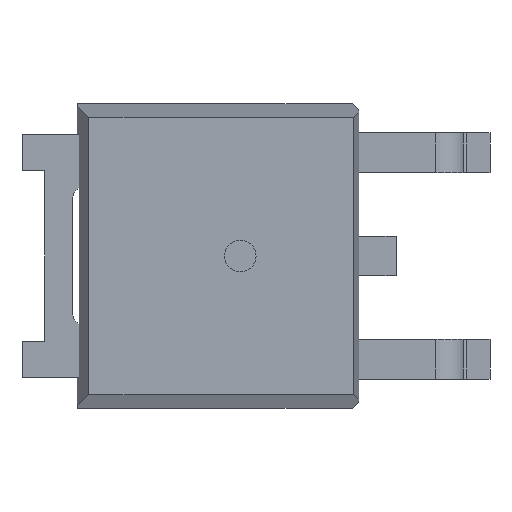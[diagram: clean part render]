
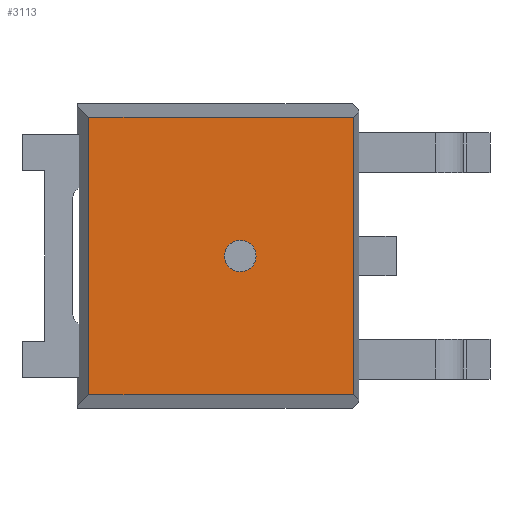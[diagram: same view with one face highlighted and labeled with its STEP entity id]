
A CAD part, left-side view. The second image highlights one B-rep face of the part: STEP entity #3113.
In plain terms, the highlighted planar face has unit normal (-1, 0, 0).
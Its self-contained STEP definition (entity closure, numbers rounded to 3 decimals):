
#92 = DIRECTION ( 'NONE',  ( 0., -1., 0. ) ) ;
#230 = VERTEX_POINT ( 'NONE', #3574 ) ;
#240 = LINE ( 'NONE', #1657, #2201 ) ;
#473 = DIRECTION ( 'NONE',  ( -1., 0., 0. ) ) ;
#492 = DIRECTION ( 'NONE',  ( 0., 0., 1. ) ) ;
#514 = CARTESIAN_POINT ( 'NONE',  ( -0.84, 2.968, 0. ) ) ;
#584 = VERTEX_POINT ( 'NONE', #1868 ) ;
#708 = ORIENTED_EDGE ( 'NONE', *, *, #1353, .F. ) ;
#859 = VERTEX_POINT ( 'NONE', #3374 ) ;
#876 = AXIS2_PLACEMENT_3D ( 'NONE', #1235, #2972, #2728 ) ;
#883 = VECTOR ( 'NONE', #492, 1000. ) ;
#1078 = VERTEX_POINT ( 'NONE', #514 ) ;
#1112 = CARTESIAN_POINT ( 'NONE',  ( -0.84, 0.142, -3.073 ) ) ;
#1144 = CARTESIAN_POINT ( 'NONE',  ( -0.84, 2.268, 0. ) ) ;
#1168 = EDGE_LOOP ( 'NONE', ( #2381, #2785 ) ) ;
#1235 = CARTESIAN_POINT ( 'NONE',  ( -0.84, 2.618, 0. ) ) ;
#1308 = DIRECTION ( 'NONE',  ( -1., 0., 0. ) ) ;
#1353 = EDGE_CURVE ( 'NONE', #230, #1550, #2138, .T. ) ;
#1365 = VECTOR ( 'NONE', #92, 1000. ) ;
#1429 = EDGE_LOOP ( 'NONE', ( #3053, #1494, #708, #1829 ) ) ;
#1494 = ORIENTED_EDGE ( 'NONE', *, *, #3055, .F. ) ;
#1550 = VERTEX_POINT ( 'NONE', #2336 ) ;
#1655 = VERTEX_POINT ( 'NONE', #1144 ) ;
#1657 = CARTESIAN_POINT ( 'NONE',  ( -0.84, 0.118, -3.365 ) ) ;
#1829 = ORIENTED_EDGE ( 'NONE', *, *, #3406, .T. ) ;
#1868 = CARTESIAN_POINT ( 'NONE',  ( -0.84, 0.118, 3.073 ) ) ;
#1918 = CARTESIAN_POINT ( 'NONE',  ( -0.84, 2.618, 0. ) ) ;
#1956 = FACE_BOUND ( 'NONE', #1168, .T. ) ;
#2136 = FACE_OUTER_BOUND ( 'NONE', #1429, .T. ) ;
#2138 = LINE ( 'NONE', #3726, #883 ) ;
#2201 = VECTOR ( 'NONE', #2570, 1000. ) ;
#2336 = CARTESIAN_POINT ( 'NONE',  ( -0.84, 5.964, 3.073 ) ) ;
#2381 = ORIENTED_EDGE ( 'NONE', *, *, #3569, .F. ) ;
#2456 = CIRCLE ( 'NONE', #876, 0.35 ) ;
#2564 = EDGE_CURVE ( 'NONE', #859, #584, #240, .T. ) ;
#2570 = DIRECTION ( 'NONE',  ( 0., 0., 1. ) ) ;
#2728 = DIRECTION ( 'NONE',  ( 0., -1., 0. ) ) ;
#2785 = ORIENTED_EDGE ( 'NONE', *, *, #3215, .F. ) ;
#2820 = AXIS2_PLACEMENT_3D ( 'NONE', #1918, #1308, #3642 ) ;
#2886 = DIRECTION ( 'NONE',  ( 0., -1., 0. ) ) ;
#2972 = DIRECTION ( 'NONE',  ( -1., 0., 0. ) ) ;
#2973 = VECTOR ( 'NONE', #2886, 1000. ) ;
#3053 = ORIENTED_EDGE ( 'NONE', *, *, #2564, .T. ) ;
#3055 = EDGE_CURVE ( 'NONE', #1550, #584, #3157, .T. ) ;
#3098 = CARTESIAN_POINT ( 'NONE',  ( -0.84, 5.964, -3.365 ) ) ;
#3113 = ADVANCED_FACE ( 'NONE', ( #1956, #2136 ), #3343, .T. ) ;
#3157 = LINE ( 'NONE', #3590, #1365 ) ;
#3215 = EDGE_CURVE ( 'NONE', #1078, #1655, #3563, .T. ) ;
#3343 = PLANE ( 'NONE',  #3722 ) ;
#3374 = CARTESIAN_POINT ( 'NONE',  ( -0.84, 0.118, -3.073 ) ) ;
#3392 = DIRECTION ( 'NONE',  ( 0., -1., 0. ) ) ;
#3406 = EDGE_CURVE ( 'NONE', #230, #859, #3428, .T. ) ;
#3428 = LINE ( 'NONE', #1112, #2973 ) ;
#3563 = CIRCLE ( 'NONE', #2820, 0.35 ) ;
#3569 = EDGE_CURVE ( 'NONE', #1655, #1078, #2456, .T. ) ;
#3574 = CARTESIAN_POINT ( 'NONE',  ( -0.84, 5.964, -3.073 ) ) ;
#3590 = CARTESIAN_POINT ( 'NONE',  ( -0.84, 0.142, 3.073 ) ) ;
#3642 = DIRECTION ( 'NONE',  ( 0., -1., 0. ) ) ;
#3722 = AXIS2_PLACEMENT_3D ( 'NONE', #3098, #473, #3392 ) ;
#3726 = CARTESIAN_POINT ( 'NONE',  ( -0.84, 5.964, -3.365 ) ) ;
